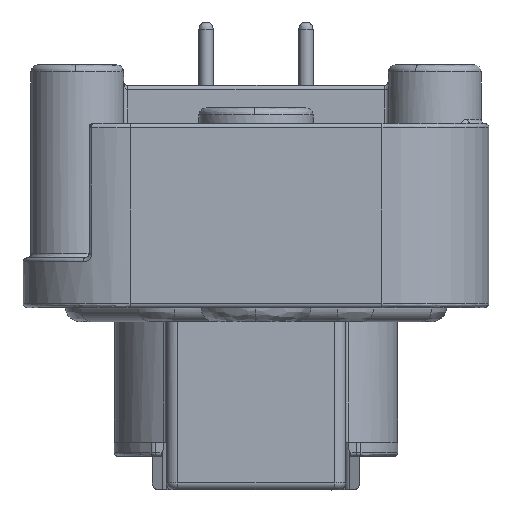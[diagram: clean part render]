
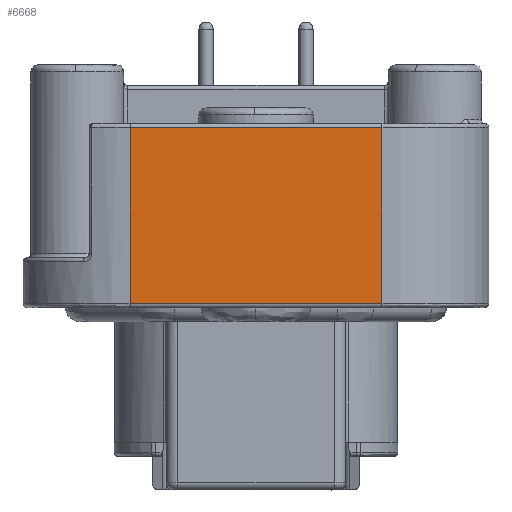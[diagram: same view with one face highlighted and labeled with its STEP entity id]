
A CAD part, front view. The second image highlights one B-rep face of the part: STEP entity #6668.
In plain terms, the highlighted planar face has unit normal (0, -1, 0).
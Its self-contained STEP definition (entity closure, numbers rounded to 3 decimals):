
#1328 = EDGE_CURVE ( 'NONE', #23549, #45267, #40703, .T. ) ;
#2173 = ORIENTED_EDGE ( 'NONE', *, *, #9979, .T. ) ;
#2573 = VERTEX_POINT ( 'NONE', #28891 ) ;
#3742 = CARTESIAN_POINT ( 'NONE',  ( -16.55, -30.48, 22.35 ) ) ;
#4487 = DIRECTION ( 'NONE',  ( 0., -1., 0. ) ) ;
#4664 = CARTESIAN_POINT ( 'NONE',  ( -16.55, -30.48, 22.65 ) ) ;
#5270 = CARTESIAN_POINT ( 'NONE',  ( -8.95, -30.48, 22.65 ) ) ;
#6668 = ADVANCED_FACE ( 'NONE', ( #48331 ), #20189, .T. ) ;
#8055 = VECTOR ( 'NONE', #26383, 1000. ) ;
#8688 = VECTOR ( 'NONE', #25075, 1000. ) ;
#9979 = EDGE_CURVE ( 'NONE', #46058, #2573, #14345, .T. ) ;
#11687 = DIRECTION ( 'NONE',  ( -1., 0., 0. ) ) ;
#11741 = LINE ( 'NONE', #15011, #8055 ) ;
#12922 = AXIS2_PLACEMENT_3D ( 'NONE', #4664, #4487, #43896 ) ;
#14154 = ORIENTED_EDGE ( 'NONE', *, *, #39244, .F. ) ;
#14345 = LINE ( 'NONE', #47079, #27882 ) ;
#15011 = CARTESIAN_POINT ( 'NONE',  ( 9.139, -30.48, 9.85 ) ) ;
#20189 = PLANE ( 'NONE',  #12922 ) ;
#23549 = VERTEX_POINT ( 'NONE', #32361 ) ;
#24143 = ORIENTED_EDGE ( 'NONE', *, *, #1328, .T. ) ;
#25075 = DIRECTION ( 'NONE',  ( 0., 0., -1. ) ) ;
#26383 = DIRECTION ( 'NONE',  ( -1., 0., 0. ) ) ;
#27882 = VECTOR ( 'NONE', #50895, 1000. ) ;
#28891 = CARTESIAN_POINT ( 'NONE',  ( 8.95, -30.48, 22.35 ) ) ;
#29273 = ORIENTED_EDGE ( 'NONE', *, *, #31996, .T. ) ;
#30503 = CARTESIAN_POINT ( 'NONE',  ( -8.95, -30.48, 9.85 ) ) ;
#31996 = EDGE_CURVE ( 'NONE', #2573, #23549, #39130, .T. ) ;
#32361 = CARTESIAN_POINT ( 'NONE',  ( -8.95, -30.48, 22.35 ) ) ;
#32965 = VECTOR ( 'NONE', #11687, 1000. ) ;
#36137 = EDGE_LOOP ( 'NONE', ( #24143, #14154, #2173, #29273 ) ) ;
#39130 = LINE ( 'NONE', #3742, #32965 ) ;
#39244 = EDGE_CURVE ( 'NONE', #46058, #45267, #11741, .T. ) ;
#40703 = LINE ( 'NONE', #5270, #8688 ) ;
#43896 = DIRECTION ( 'NONE',  ( 0., 0., -1. ) ) ;
#45267 = VERTEX_POINT ( 'NONE', #30503 ) ;
#46058 = VERTEX_POINT ( 'NONE', #50609 ) ;
#47079 = CARTESIAN_POINT ( 'NONE',  ( 8.95, -30.48, 22.65 ) ) ;
#48331 = FACE_OUTER_BOUND ( 'NONE', #36137, .T. ) ;
#50609 = CARTESIAN_POINT ( 'NONE',  ( 8.95, -30.48, 9.85 ) ) ;
#50895 = DIRECTION ( 'NONE',  ( 0., 0., 1. ) ) ;
